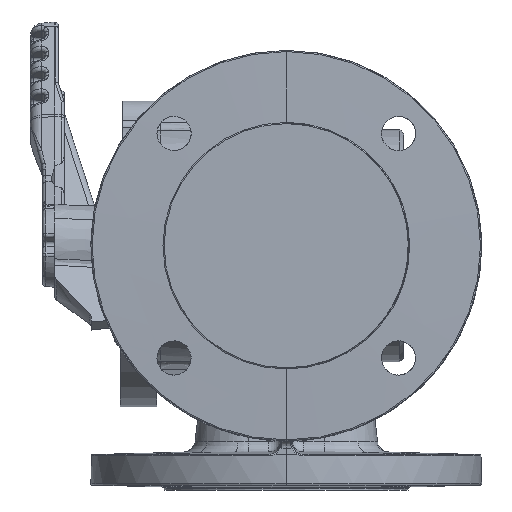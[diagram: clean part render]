
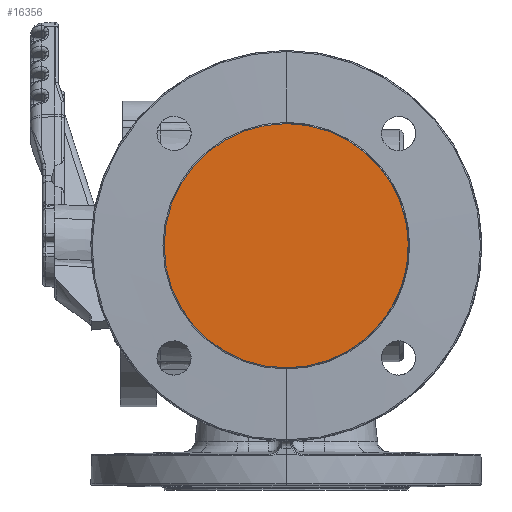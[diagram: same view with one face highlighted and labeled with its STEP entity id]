
A CAD part, left-side view. The second image highlights one B-rep face of the part: STEP entity #16356.
In plain terms, the highlighted planar face has unit normal (-1, 0, 0).
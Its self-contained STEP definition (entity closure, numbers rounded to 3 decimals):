
#16333=CARTESIAN_POINT('Axis2P3D Location',(-100.,-130.,69.658)) ;
#16338=CARTESIAN_POINT('Axis2P3D Location',(-100.,0.,0.)) ;
#16342=CARTESIAN_POINT('Vertex',(-100.,0.,-50.)) ;
#16344=CARTESIAN_POINT('Vertex',(-100.,0.,50.)) ;
#16347=CARTESIAN_POINT('Axis2P3D Location',(-100.,0.,0.)) ;
#16334=DIRECTION('Axis2P3D Direction',(1.,0.,0.)) ;
#16335=DIRECTION('Axis2P3D XDirection',(0.,0.,-1.)) ;
#16339=DIRECTION('Axis2P3D Direction',(1.,0.,0.)) ;
#16348=DIRECTION('Axis2P3D Direction',(1.,0.,0.)) ;
#16336=AXIS2_PLACEMENT_3D('Plane Axis2P3D',#16333,#16334,#16335) ;
#16340=AXIS2_PLACEMENT_3D('Circle Axis2P3D',#16338,#16339,$) ;
#16349=AXIS2_PLACEMENT_3D('Circle Axis2P3D',#16347,#16348,$) ;
#16341=CIRCLE('generated circle',#16340,50.) ;
#16350=CIRCLE('generated circle',#16349,50.) ;
#16337=PLANE('',#16336) ;
#16346=EDGE_CURVE('',#16343,#16345,#16341,.T.) ;
#16351=EDGE_CURVE('',#16345,#16343,#16350,.T.) ;
#16353=ORIENTED_EDGE('',*,*,#16346,.F.) ;
#16354=ORIENTED_EDGE('',*,*,#16351,.F.) ;
#16352=EDGE_LOOP('',(#16353,#16354)) ;
#16343=VERTEX_POINT('',#16342) ;
#16345=VERTEX_POINT('',#16344) ;
#16356=ADVANCED_FACE('Estrusione-Estrusione8',(#16355),#16337,.F.) ;
#16355=FACE_OUTER_BOUND('',#16352,.T.) ;
